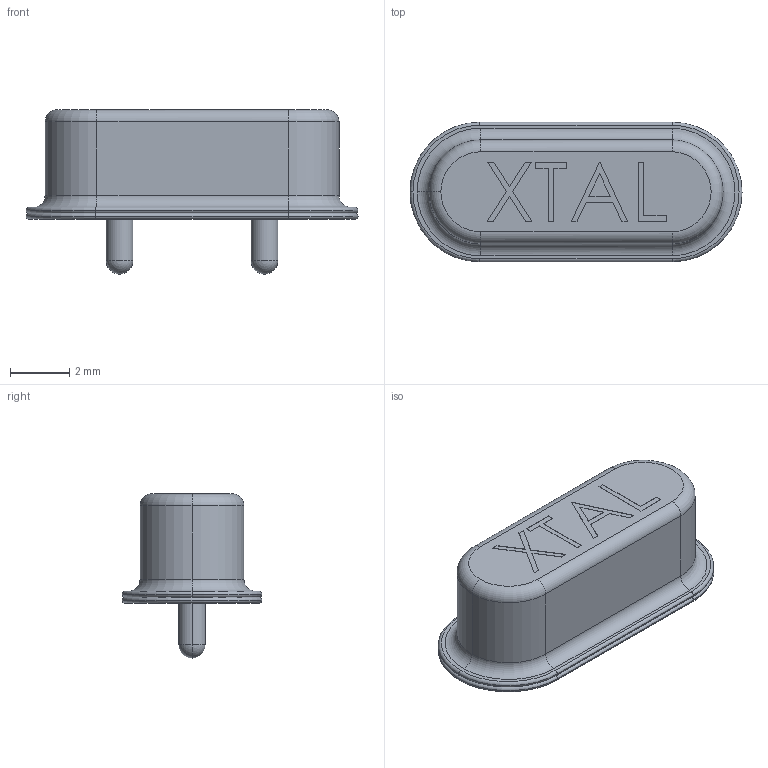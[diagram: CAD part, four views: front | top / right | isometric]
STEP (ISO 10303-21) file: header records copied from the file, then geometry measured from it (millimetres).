
FILE_DESCRIPTION (( 'STEP AP214' ), '1' );
FILE_NAME ('XTAL 11.2X4.7X3.6.STEP', '2009-08-11T14:09:03', ( 'kiwnliu' ), ( 'DS' ), 'SwSTEP 2.0', 'SolidWorks 2009', '' );
FILE_SCHEMA (( 'AUTOMOTIVE_DESIGN' ));
Length unit declared in the file: millimetre
Products named in the file (1): XTAL 11.2X4.7X3.6
Bounding box: 11.18 x 4.7 x 5.53 mm (x, y, z)
Volume: 126 mm3; surface area: 187.6 mm2
Topology: 1 solids, 1 shells, 94 faces, 228 edges, 142 vertices
Faces by surface type: plane 49, cylinder 23, torus 18, sphere 4
Entity records: 3739 total; most frequent: DIRECTION 480, CARTESIAN_POINT 473, ORIENTED_EDGE 440, EDGE_CURVE 220, AXIS2_PLACEMENT_3D 169, LINE 142, VECTOR 142, VERTEX_POINT 138
